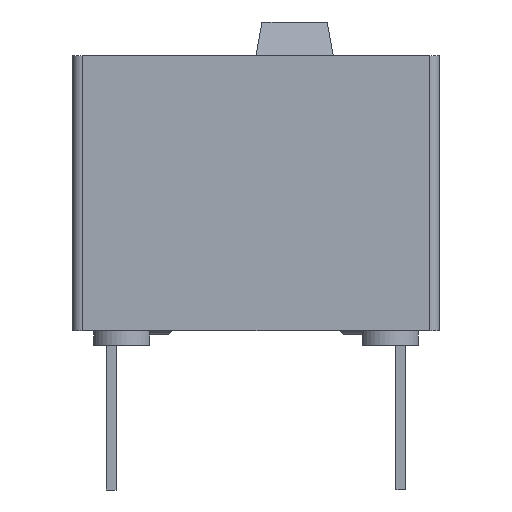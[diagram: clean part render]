
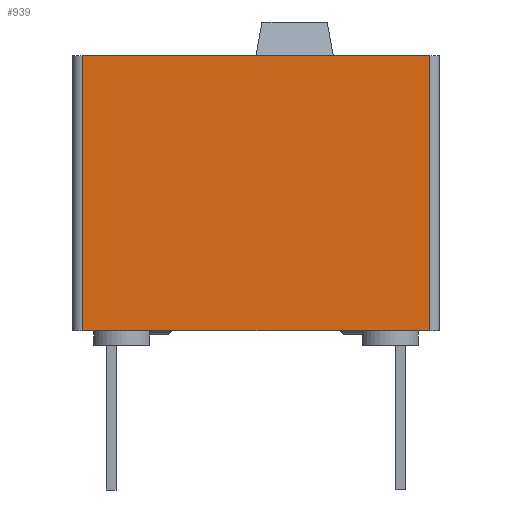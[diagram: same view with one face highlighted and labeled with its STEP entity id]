
A CAD part, left-side view. The second image highlights one B-rep face of the part: STEP entity #939.
In plain terms, the highlighted planar face has unit normal (-1, 0, 0).
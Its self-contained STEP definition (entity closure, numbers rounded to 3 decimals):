
#15 = ORIENTED_EDGE ( 'NONE', *, *, #9726, .T. ) ;
#763 = VECTOR ( 'NONE', #16989, 1000. ) ;
#939 = ADVANCED_FACE ( 'NONE', ( #17042 ), #3646, .T. ) ;
#1220 = CARTESIAN_POINT ( 'NONE',  ( 0., -9.402, 0. ) ) ;
#1234 = LINE ( 'NONE', #6527, #24588 ) ;
#1278 = DIRECTION ( 'NONE',  ( 0., -1., 0. ) ) ;
#3359 = VERTEX_POINT ( 'NONE', #11318 ) ;
#3646 = PLANE ( 'NONE',  #17289 ) ;
#3712 = LINE ( 'NONE', #7747, #763 ) ;
#4691 = CARTESIAN_POINT ( 'NONE',  ( 0., -0.25, -7.239 ) ) ;
#5822 = EDGE_CURVE ( 'NONE', #6209, #3359, #18406, .T. ) ;
#6209 = VERTEX_POINT ( 'NONE', #18457 ) ;
#6233 = EDGE_CURVE ( 'NONE', #6209, #16803, #22248, .T. ) ;
#6527 = CARTESIAN_POINT ( 'NONE',  ( 0., -0.25, -7.239 ) ) ;
#6697 = LINE ( 'NONE', #20106, #12253 ) ;
#6747 = EDGE_CURVE ( 'NONE', #14914, #18421, #3712, .T. ) ;
#6772 = VECTOR ( 'NONE', #12137, 1000. ) ;
#7367 = VECTOR ( 'NONE', #16499, 1000. ) ;
#7747 = CARTESIAN_POINT ( 'NONE',  ( 0., -9.402, -7.239 ) ) ;
#8779 = CARTESIAN_POINT ( 'NONE',  ( 0., -0.25, -7.239 ) ) ;
#9217 = ORIENTED_EDGE ( 'NONE', *, *, #5822, .F. ) ;
#9318 = CARTESIAN_POINT ( 'NONE',  ( 0., -9.402, -7.239 ) ) ;
#9726 = EDGE_CURVE ( 'NONE', #16803, #15833, #6697, .T. ) ;
#10570 = DIRECTION ( 'NONE',  ( 0., -1., 0. ) ) ;
#11089 = ORIENTED_EDGE ( 'NONE', *, *, #22862, .T. ) ;
#11318 = CARTESIAN_POINT ( 'NONE',  ( 0., -0.25, 0. ) ) ;
#11350 = CARTESIAN_POINT ( 'NONE',  ( 0., -0.25, -7.239 ) ) ;
#11663 = EDGE_LOOP ( 'NONE', ( #23326, #9217, #23746, #15, #11089, #23428 ) ) ;
#11877 = CARTESIAN_POINT ( 'NONE',  ( 0., -0.25, 0. ) ) ;
#12137 = DIRECTION ( 'NONE',  ( 0., -1., 0. ) ) ;
#12253 = VECTOR ( 'NONE', #1278, 1000. ) ;
#12650 = CARTESIAN_POINT ( 'NONE',  ( 0., -1.295, -7.239 ) ) ;
#14914 = VERTEX_POINT ( 'NONE', #9318 ) ;
#15833 = VERTEX_POINT ( 'NONE', #22253 ) ;
#16499 = DIRECTION ( 'NONE',  ( 0., 0., 1. ) ) ;
#16803 = VERTEX_POINT ( 'NONE', #12650 ) ;
#16989 = DIRECTION ( 'NONE',  ( 0., 0., 1. ) ) ;
#17042 = FACE_OUTER_BOUND ( 'NONE', #11663, .T. ) ;
#17289 = AXIS2_PLACEMENT_3D ( 'NONE', #11350, #19060, #17670 ) ;
#17670 = DIRECTION ( 'NONE',  ( 0., -1., 0. ) ) ;
#18173 = EDGE_CURVE ( 'NONE', #3359, #18421, #23386, .T. ) ;
#18406 = LINE ( 'NONE', #8779, #7367 ) ;
#18421 = VERTEX_POINT ( 'NONE', #1220 ) ;
#18457 = CARTESIAN_POINT ( 'NONE',  ( 0., -0.25, -7.239 ) ) ;
#19060 = DIRECTION ( 'NONE',  ( -1., 0., 0. ) ) ;
#19442 = VECTOR ( 'NONE', #21358, 1000. ) ;
#20106 = CARTESIAN_POINT ( 'NONE',  ( 0., -0.25, -7.239 ) ) ;
#21358 = DIRECTION ( 'NONE',  ( 0., -1., 0. ) ) ;
#22248 = LINE ( 'NONE', #4691, #6772 ) ;
#22253 = CARTESIAN_POINT ( 'NONE',  ( 0., -8.357, -7.239 ) ) ;
#22862 = EDGE_CURVE ( 'NONE', #15833, #14914, #1234, .T. ) ;
#23326 = ORIENTED_EDGE ( 'NONE', *, *, #18173, .F. ) ;
#23386 = LINE ( 'NONE', #11877, #19442 ) ;
#23428 = ORIENTED_EDGE ( 'NONE', *, *, #6747, .T. ) ;
#23746 = ORIENTED_EDGE ( 'NONE', *, *, #6233, .T. ) ;
#24588 = VECTOR ( 'NONE', #10570, 1000. ) ;
